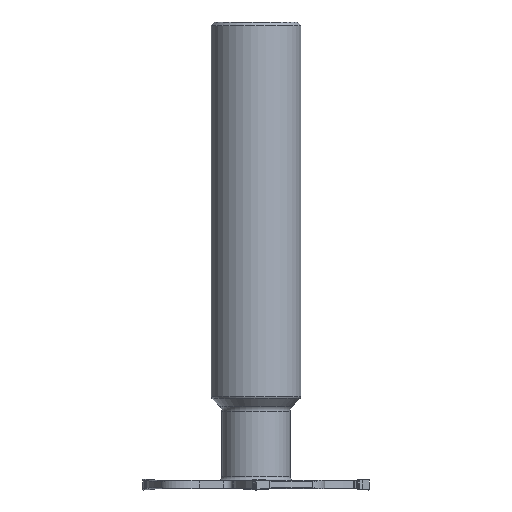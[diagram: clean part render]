
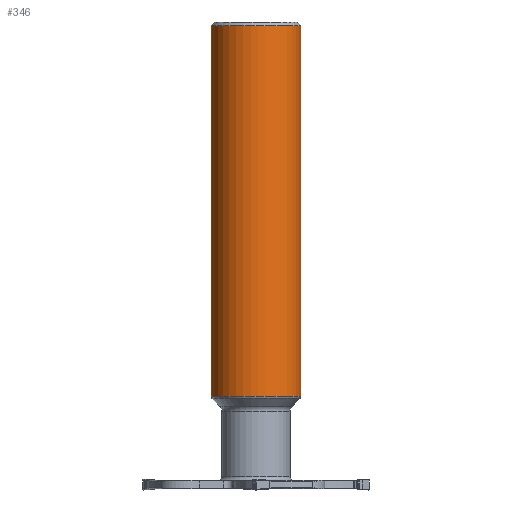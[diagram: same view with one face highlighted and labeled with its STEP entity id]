
A CAD part, front view. The second image highlights one B-rep face of the part: STEP entity #346.
In plain terms, the highlighted cylindrical face has radius 12.495 mm (diameter 24.989 mm), a full revolution.
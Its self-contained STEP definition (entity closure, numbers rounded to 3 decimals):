
#219=FACE_BOUND('',#754,.T.);
#220=FACE_BOUND('',#755,.T.);
#346=ADVANCED_FACE('CU_SU1',(#219,#220),#501,.T.);
#501=CYLINDRICAL_SURFACE('',#3418,12.495);
#754=EDGE_LOOP('',(#1629));
#755=EDGE_LOOP('',(#1630));
#1629=ORIENTED_EDGE('',*,*,#2795,.F.);
#1630=ORIENTED_EDGE('',*,*,#2796,.T.);
#2471=VERTEX_POINT('',#5104);
#2472=VERTEX_POINT('',#5107);
#2795=EDGE_CURVE('',#2471,#2471,#3138,.T.);
#2796=EDGE_CURVE('',#2472,#2472,#3139,.T.);
#3138=CIRCLE('',#3415,12.495);
#3139=CIRCLE('',#3417,12.495);
#3415=AXIS2_PLACEMENT_3D('',#5103,#3980,#3981);
#3417=AXIS2_PLACEMENT_3D('',#5106,#3984,#3985);
#3418=AXIS2_PLACEMENT_3D('',#5108,#3986,#3987);
#3980=DIRECTION('',(0.,0.,-1.));
#3981=DIRECTION('',(0.292,0.956,0.));
#3984=DIRECTION('',(0.,0.,-1.));
#3985=DIRECTION('',(0.292,0.956,0.));
#3986=DIRECTION('',(0.,0.,-1.));
#3987=DIRECTION('',(0.292,0.956,0.));
#5103=CARTESIAN_POINT('',(0.,0.,-103.891));
#5104=CARTESIAN_POINT('',(3.653,11.949,-103.891));
#5106=CARTESIAN_POINT('',(0.,0.,-1.));
#5107=CARTESIAN_POINT('',(3.653,11.949,-1.));
#5108=CARTESIAN_POINT('',(0.,0.,0.873));
